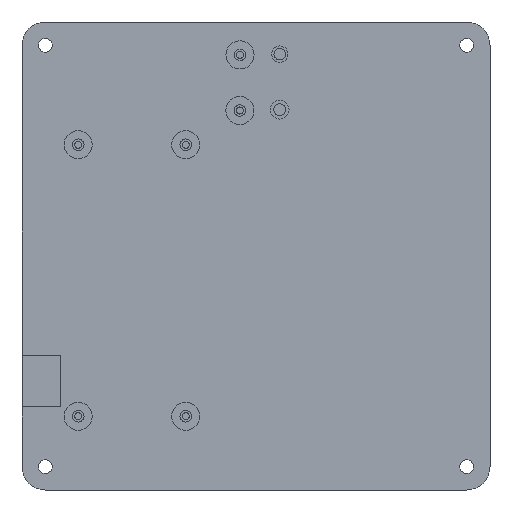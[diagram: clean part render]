
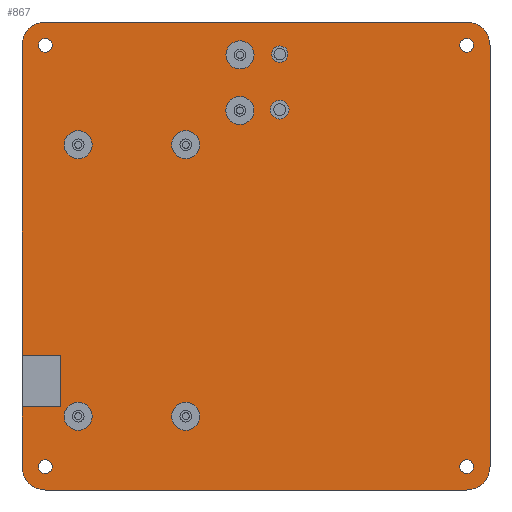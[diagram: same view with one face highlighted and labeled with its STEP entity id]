
A CAD part, front view. The second image highlights one B-rep face of the part: STEP entity #867.
In plain terms, the highlighted planar face has unit normal (0, -1, 0).
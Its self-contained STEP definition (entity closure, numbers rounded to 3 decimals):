
#40=LINE('',#1463,#85);
#41=LINE('',#1465,#86);
#42=LINE('',#1467,#87);
#43=LINE('',#1469,#88);
#44=LINE('',#1473,#89);
#45=LINE('',#1477,#90);
#46=LINE('',#1481,#91);
#47=LINE('',#1484,#92);
#85=VECTOR('',#1112,8.267);
#86=VECTOR('',#1113,11.);
#87=VECTOR('',#1114,8.267);
#88=VECTOR('',#1115,12.761);
#89=VECTOR('',#1118,90.);
#90=VECTOR('',#1121,90.);
#91=VECTOR('',#1124,90.);
#92=VECTOR('',#1127,66.239);
#132=PLANE('',#939);
#168=FACE_BOUND('',#293,.T.);
#169=FACE_BOUND('',#294,.T.);
#170=FACE_BOUND('',#295,.T.);
#171=FACE_BOUND('',#296,.T.);
#172=FACE_BOUND('',#297,.T.);
#173=FACE_BOUND('',#298,.T.);
#174=FACE_BOUND('',#299,.T.);
#175=FACE_BOUND('',#300,.T.);
#176=FACE_BOUND('',#301,.T.);
#177=FACE_BOUND('',#302,.T.);
#178=FACE_BOUND('',#303,.T.);
#179=FACE_BOUND('',#304,.T.);
#224=FACE_OUTER_BOUND('',#292,.T.);
#292=EDGE_LOOP('',(#667,#668,#669,#670,#671,#672,#673,#674,#675,#676,#677,
#678));
#293=EDGE_LOOP('',(#679));
#294=EDGE_LOOP('',(#680));
#295=EDGE_LOOP('',(#681));
#296=EDGE_LOOP('',(#682));
#297=EDGE_LOOP('',(#683));
#298=EDGE_LOOP('',(#684));
#299=EDGE_LOOP('',(#685));
#300=EDGE_LOOP('',(#686));
#301=EDGE_LOOP('',(#687));
#302=EDGE_LOOP('',(#688));
#303=EDGE_LOOP('',(#689));
#304=EDGE_LOOP('',(#690));
#401=CIRCLE('',#930,2.);
#405=CIRCLE('',#937,1.75);
#406=CIRCLE('',#940,5.);
#407=CIRCLE('',#941,5.);
#408=CIRCLE('',#942,5.);
#409=CIRCLE('',#943,5.);
#410=CIRCLE('',#944,3.);
#411=CIRCLE('',#945,3.);
#412=CIRCLE('',#946,3.);
#413=CIRCLE('',#947,3.);
#414=CIRCLE('',#948,3.);
#415=CIRCLE('',#949,3.);
#416=CIRCLE('',#950,1.5);
#417=CIRCLE('',#951,1.5);
#418=CIRCLE('',#952,1.5);
#419=CIRCLE('',#953,1.5);
#494=VERTEX_POINT('',#1446);
#498=VERTEX_POINT('',#1457);
#499=VERTEX_POINT('',#1461);
#500=VERTEX_POINT('',#1462);
#501=VERTEX_POINT('',#1464);
#502=VERTEX_POINT('',#1466);
#503=VERTEX_POINT('',#1468);
#504=VERTEX_POINT('',#1470);
#505=VERTEX_POINT('',#1472);
#506=VERTEX_POINT('',#1474);
#507=VERTEX_POINT('',#1476);
#508=VERTEX_POINT('',#1478);
#509=VERTEX_POINT('',#1480);
#510=VERTEX_POINT('',#1482);
#511=VERTEX_POINT('',#1485);
#512=VERTEX_POINT('',#1487);
#513=VERTEX_POINT('',#1489);
#514=VERTEX_POINT('',#1491);
#515=VERTEX_POINT('',#1493);
#516=VERTEX_POINT('',#1495);
#517=VERTEX_POINT('',#1497);
#518=VERTEX_POINT('',#1499);
#519=VERTEX_POINT('',#1501);
#520=VERTEX_POINT('',#1503);
#570=EDGE_CURVE('',#494,#494,#401,.T.);
#574=EDGE_CURVE('',#498,#498,#405,.T.);
#575=EDGE_CURVE('',#499,#500,#40,.T.);
#576=EDGE_CURVE('',#500,#501,#41,.T.);
#577=EDGE_CURVE('',#501,#502,#42,.T.);
#578=EDGE_CURVE('',#502,#503,#43,.T.);
#579=EDGE_CURVE('',#503,#504,#406,.T.);
#580=EDGE_CURVE('',#504,#505,#44,.T.);
#581=EDGE_CURVE('',#505,#506,#407,.T.);
#582=EDGE_CURVE('',#506,#507,#45,.T.);
#583=EDGE_CURVE('',#507,#508,#408,.T.);
#584=EDGE_CURVE('',#508,#509,#46,.T.);
#585=EDGE_CURVE('',#509,#510,#409,.T.);
#586=EDGE_CURVE('',#510,#499,#47,.T.);
#587=EDGE_CURVE('',#511,#511,#410,.T.);
#588=EDGE_CURVE('',#512,#512,#411,.T.);
#589=EDGE_CURVE('',#513,#513,#412,.T.);
#590=EDGE_CURVE('',#514,#514,#413,.T.);
#591=EDGE_CURVE('',#515,#515,#414,.T.);
#592=EDGE_CURVE('',#516,#516,#415,.T.);
#593=EDGE_CURVE('',#517,#517,#416,.T.);
#594=EDGE_CURVE('',#518,#518,#417,.T.);
#595=EDGE_CURVE('',#519,#519,#418,.T.);
#596=EDGE_CURVE('',#520,#520,#419,.T.);
#667=ORIENTED_EDGE('',*,*,#575,.T.);
#668=ORIENTED_EDGE('',*,*,#576,.T.);
#669=ORIENTED_EDGE('',*,*,#577,.T.);
#670=ORIENTED_EDGE('',*,*,#578,.T.);
#671=ORIENTED_EDGE('',*,*,#579,.T.);
#672=ORIENTED_EDGE('',*,*,#580,.T.);
#673=ORIENTED_EDGE('',*,*,#581,.T.);
#674=ORIENTED_EDGE('',*,*,#582,.T.);
#675=ORIENTED_EDGE('',*,*,#583,.T.);
#676=ORIENTED_EDGE('',*,*,#584,.T.);
#677=ORIENTED_EDGE('',*,*,#585,.T.);
#678=ORIENTED_EDGE('',*,*,#586,.T.);
#679=ORIENTED_EDGE('',*,*,#570,.T.);
#680=ORIENTED_EDGE('',*,*,#574,.T.);
#681=ORIENTED_EDGE('',*,*,#587,.T.);
#682=ORIENTED_EDGE('',*,*,#588,.T.);
#683=ORIENTED_EDGE('',*,*,#589,.T.);
#684=ORIENTED_EDGE('',*,*,#590,.T.);
#685=ORIENTED_EDGE('',*,*,#591,.T.);
#686=ORIENTED_EDGE('',*,*,#592,.T.);
#687=ORIENTED_EDGE('',*,*,#593,.T.);
#688=ORIENTED_EDGE('',*,*,#594,.T.);
#689=ORIENTED_EDGE('',*,*,#595,.T.);
#690=ORIENTED_EDGE('',*,*,#596,.T.);
#867=ADVANCED_FACE('',(#224,#168,#169,#170,#171,#172,#173,#174,#175,#176,
#177,#178,#179),#132,.T.);
#930=AXIS2_PLACEMENT_3D('',#1447,#1092,#1093);
#937=AXIS2_PLACEMENT_3D('',#1458,#1106,#1107);
#939=AXIS2_PLACEMENT_3D('',#1460,#1110,#1111);
#940=AXIS2_PLACEMENT_3D('',#1471,#1116,#1117);
#941=AXIS2_PLACEMENT_3D('',#1475,#1119,#1120);
#942=AXIS2_PLACEMENT_3D('',#1479,#1122,#1123);
#943=AXIS2_PLACEMENT_3D('',#1483,#1125,#1126);
#944=AXIS2_PLACEMENT_3D('',#1486,#1128,#1129);
#945=AXIS2_PLACEMENT_3D('',#1488,#1130,#1131);
#946=AXIS2_PLACEMENT_3D('',#1490,#1132,#1133);
#947=AXIS2_PLACEMENT_3D('',#1492,#1134,#1135);
#948=AXIS2_PLACEMENT_3D('',#1494,#1136,#1137);
#949=AXIS2_PLACEMENT_3D('',#1496,#1138,#1139);
#950=AXIS2_PLACEMENT_3D('',#1498,#1140,#1141);
#951=AXIS2_PLACEMENT_3D('',#1500,#1142,#1143);
#952=AXIS2_PLACEMENT_3D('',#1502,#1144,#1145);
#953=AXIS2_PLACEMENT_3D('',#1504,#1146,#1147);
#1092=DIRECTION('center_axis',(0.,1.,0.));
#1093=DIRECTION('ref_axis',(-1.,0.,0.));
#1106=DIRECTION('center_axis',(0.,1.,0.));
#1107=DIRECTION('ref_axis',(-1.,0.,0.));
#1110=DIRECTION('center_axis',(0.,-1.,0.));
#1111=DIRECTION('ref_axis',(0.,0.,-1.));
#1112=DIRECTION('',(1.,0.,0.));
#1113=DIRECTION('',(0.,0.,-1.));
#1114=DIRECTION('',(-1.,0.,0.));
#1115=DIRECTION('',(0.,0.,-1.));
#1116=DIRECTION('center_axis',(0.,-1.,0.));
#1117=DIRECTION('ref_axis',(0.,0.,-1.));
#1118=DIRECTION('',(1.,0.,0.));
#1119=DIRECTION('center_axis',(0.,-1.,0.));
#1120=DIRECTION('ref_axis',(1.,0.,0.));
#1121=DIRECTION('',(0.,0.,1.));
#1122=DIRECTION('center_axis',(0.,-1.,0.));
#1123=DIRECTION('ref_axis',(0.,0.,1.));
#1124=DIRECTION('',(-1.,0.,0.));
#1125=DIRECTION('center_axis',(0.,-1.,0.));
#1126=DIRECTION('ref_axis',(-1.,0.,0.));
#1127=DIRECTION('',(0.,0.,-1.));
#1128=DIRECTION('center_axis',(0.,1.,0.));
#1129=DIRECTION('ref_axis',(-1.,0.,0.));
#1130=DIRECTION('center_axis',(0.,1.,0.));
#1131=DIRECTION('ref_axis',(-1.,0.,0.));
#1132=DIRECTION('center_axis',(0.,1.,0.));
#1133=DIRECTION('ref_axis',(-1.,0.,0.));
#1134=DIRECTION('center_axis',(0.,1.,0.));
#1135=DIRECTION('ref_axis',(-1.,0.,0.));
#1136=DIRECTION('center_axis',(0.,1.,0.));
#1137=DIRECTION('ref_axis',(-1.,0.,0.));
#1138=DIRECTION('center_axis',(0.,1.,0.));
#1139=DIRECTION('ref_axis',(-1.,0.,0.));
#1140=DIRECTION('center_axis',(0.,1.,0.));
#1141=DIRECTION('ref_axis',(1.,0.,0.));
#1142=DIRECTION('center_axis',(0.,1.,0.));
#1143=DIRECTION('ref_axis',(1.,0.,0.));
#1144=DIRECTION('center_axis',(0.,1.,0.));
#1145=DIRECTION('ref_axis',(1.,0.,0.));
#1146=DIRECTION('center_axis',(0.,1.,0.));
#1147=DIRECTION('ref_axis',(1.,0.,0.));
#1446=CARTESIAN_POINT('',(-30.936,-3.,81.263));
#1447=CARTESIAN_POINT('Origin',(-32.936,-3.,81.263));
#1457=CARTESIAN_POINT('',(-31.167,-3.,93.138));
#1458=CARTESIAN_POINT('Origin',(-32.917,-3.,93.138));
#1460=CARTESIAN_POINT('Origin',(-38.,-3.,50.));
#1461=CARTESIAN_POINT('',(-88.,-3.,28.761));
#1462=CARTESIAN_POINT('',(-79.733,-3.,28.761));
#1463=CARTESIAN_POINT('',(-58.866,-3.,28.761));
#1464=CARTESIAN_POINT('',(-79.733,-3.,17.761));
#1465=CARTESIAN_POINT('',(-79.733,-3.,33.88));
#1466=CARTESIAN_POINT('',(-88.,-3.,17.761));
#1467=CARTESIAN_POINT('',(-63.,-3.,17.761));
#1468=CARTESIAN_POINT('',(-88.,-3.,5.));
#1469=CARTESIAN_POINT('',(-88.,-3.,5.));
#1470=CARTESIAN_POINT('',(-83.,-3.,0.));
#1471=CARTESIAN_POINT('Origin',(-83.,-3.,5.));
#1472=CARTESIAN_POINT('',(7.,-3.,0.));
#1473=CARTESIAN_POINT('',(7.,-3.,0.));
#1474=CARTESIAN_POINT('',(12.,-3.,5.));
#1475=CARTESIAN_POINT('Origin',(7.,-3.,5.));
#1476=CARTESIAN_POINT('',(12.,-3.,95.));
#1477=CARTESIAN_POINT('',(12.,-3.,95.));
#1478=CARTESIAN_POINT('',(7.,-3.,100.));
#1479=CARTESIAN_POINT('Origin',(7.,-3.,95.));
#1480=CARTESIAN_POINT('',(-83.,-3.,100.));
#1481=CARTESIAN_POINT('',(-83.,-3.,100.));
#1482=CARTESIAN_POINT('',(-88.,-3.,95.));
#1483=CARTESIAN_POINT('Origin',(-83.,-3.,95.));
#1484=CARTESIAN_POINT('',(-88.,-3.,5.));
#1485=CARTESIAN_POINT('',(-38.437,-3.,81.09));
#1486=CARTESIAN_POINT('Origin',(-41.437,-3.,81.09));
#1487=CARTESIAN_POINT('',(-38.418,-3.,92.964));
#1488=CARTESIAN_POINT('Origin',(-41.418,-3.,92.964));
#1489=CARTESIAN_POINT('',(-50.,-3.,15.761));
#1490=CARTESIAN_POINT('Origin',(-53.,-3.,15.761));
#1491=CARTESIAN_POINT('',(-73.,-3.,15.761));
#1492=CARTESIAN_POINT('Origin',(-76.,-3.,15.761));
#1493=CARTESIAN_POINT('',(-73.,-3.,73.761));
#1494=CARTESIAN_POINT('Origin',(-76.,-3.,73.761));
#1495=CARTESIAN_POINT('',(-50.,-3.,73.761));
#1496=CARTESIAN_POINT('Origin',(-53.,-3.,73.761));
#1497=CARTESIAN_POINT('',(5.5,-3.,5.));
#1498=CARTESIAN_POINT('Origin',(7.,-3.,5.));
#1499=CARTESIAN_POINT('',(5.5,-3.,95.));
#1500=CARTESIAN_POINT('Origin',(7.,-3.,95.));
#1501=CARTESIAN_POINT('',(-84.5,-3.,95.));
#1502=CARTESIAN_POINT('Origin',(-83.,-3.,95.));
#1503=CARTESIAN_POINT('',(-84.5,-3.,5.));
#1504=CARTESIAN_POINT('Origin',(-83.,-3.,5.));
